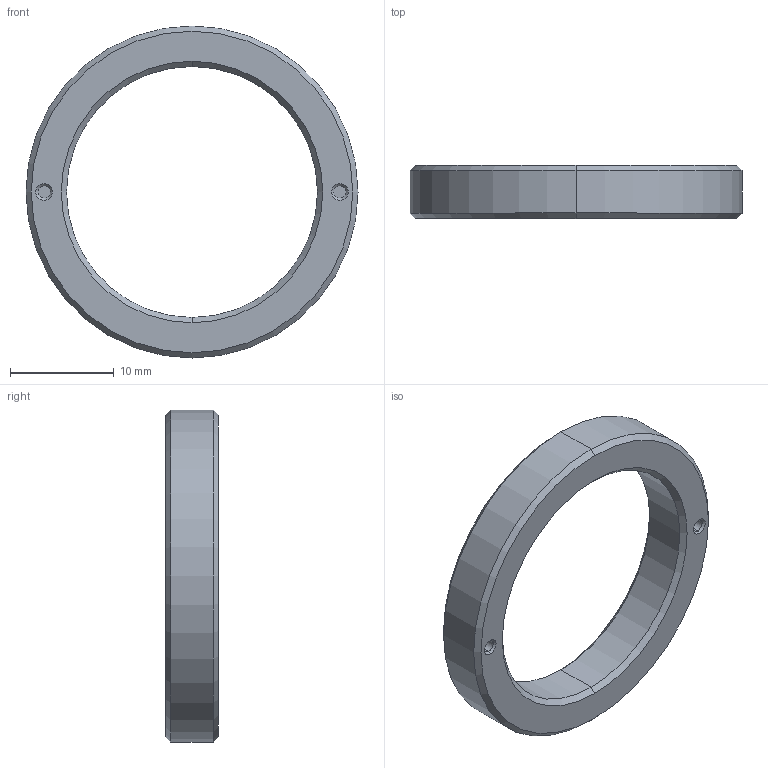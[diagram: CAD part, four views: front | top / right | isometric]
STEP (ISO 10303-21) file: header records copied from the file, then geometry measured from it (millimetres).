
FILE_DESCRIPTION (( 'STEP AP203' ), '1' );
FILE_NAME ('TAM25-M32B.STEP', '2025-10-17T05:25:24', ( '' ), ( '' ), 'SwSTEP 2.0', 'SolidWorks 2020', '' );
FILE_SCHEMA (( 'CONFIG_CONTROL_DESIGN' ));
Length unit declared in the file: millimetre
Products named in the file (1): TAM25-M32B
Bounding box: 32 x 5.1 x 32 mm (x, y, z)
Volume: 1702.2 mm3; surface area: 1515.7 mm2
Topology: 1 solids, 1 shells, 365 faces, 992 edges, 656 vertices
Faces by surface type: plane 229, bspline 108, cone 16, cylinder 12
Entity records: 13475 total; most frequent: CARTESIAN_POINT 5678, ORIENTED_EDGE 1984, EDGE_CURVE 992, DIRECTION 936, VERTEX_POINT 656, B_SPLINE_CURVE_WITH_KNOTS 612, EDGE_LOOP 394, ADVANCED_FACE 365
